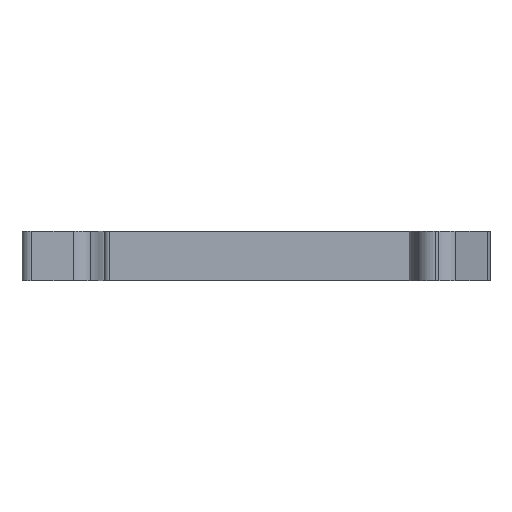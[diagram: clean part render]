
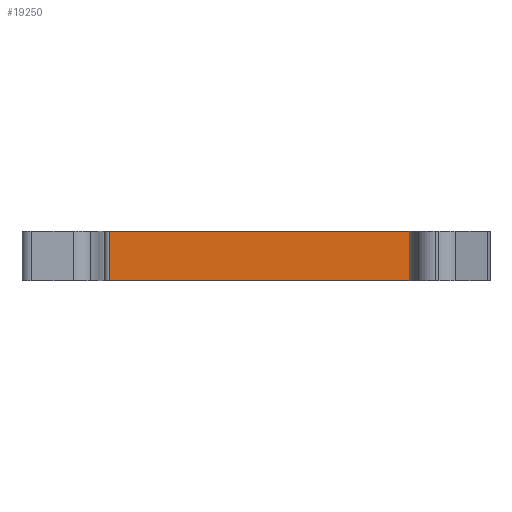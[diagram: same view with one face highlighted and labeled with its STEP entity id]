
A CAD part, front view. The second image highlights one B-rep face of the part: STEP entity #19250.
In plain terms, the highlighted face is planar.
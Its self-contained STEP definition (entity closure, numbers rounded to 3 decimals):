
#120=CARTESIAN_POINT('',(53.021,6.341,
-5.15));
#130=VERTEX_POINT('',#120);
#7810=CARTESIAN_POINT('',(20.815,2.387,
-5.15));
#7820=VERTEX_POINT('',#7810);
#7850=CARTESIAN_POINT('',(0.,-0.169,-5.15));
#7860=DIRECTION('',(-0.993,-0.122,
0.));
#7870=VECTOR('',#7860,1.);
#7880=LINE('',#7850,#7870);
#7890=EDGE_CURVE('',#130,#7820,#7880,.T.);
#18780=CARTESIAN_POINT('',(53.021,6.341,
0.));
#18790=DIRECTION('',(0.,0.,-1.));
#18800=VECTOR('',#18790,1.);
#18810=LINE('',#18780,#18800);
#18820=CARTESIAN_POINT('',(53.021,6.341,
0.));
#18830=VERTEX_POINT('',#18820);
#18840=EDGE_CURVE('',#18830,#130,#18810,.T.);
#19020=CARTESIAN_POINT('',(20.815,2.387,
0.));
#19030=DIRECTION('',(0.122,-0.993,0.));
#19040=DIRECTION('',(-0.993,-0.122,
0.));
#19050=AXIS2_PLACEMENT_3D('',#19020,#19030,#19040);
#19060=PLANE('',#19050);
#19070=ORIENTED_EDGE('',*,*,#18840,.F.);
#19080=ORIENTED_EDGE('',*,*,#7890,.F.);
#19090=CARTESIAN_POINT('',(20.815,2.387,
0.));
#19100=DIRECTION('',(0.,0.,1.));
#19110=VECTOR('',#19100,1.);
#19120=LINE('',#19090,#19110);
#19130=CARTESIAN_POINT('',(20.815,2.387,
0.));
#19140=VERTEX_POINT('',#19130);
#19150=EDGE_CURVE('',#7820,#19140,#19120,.T.);
#19160=ORIENTED_EDGE('',*,*,#19150,.F.);
#19170=CARTESIAN_POINT('',(0.,-0.169,0.))
;
#19180=DIRECTION('',(-0.993,-0.122,0.));
#19190=VECTOR('',#19180,1.);
#19200=LINE('',#19170,#19190);
#19210=EDGE_CURVE('',#18830,#19140,#19200,.T.);
#19220=ORIENTED_EDGE('',*,*,#19210,.T.);
#19230=EDGE_LOOP('',(#19220,#19160,#19080,#19070));
#19240=FACE_OUTER_BOUND('',#19230,.T.);
#19250=ADVANCED_FACE('',(#19240),#19060,.T.);
